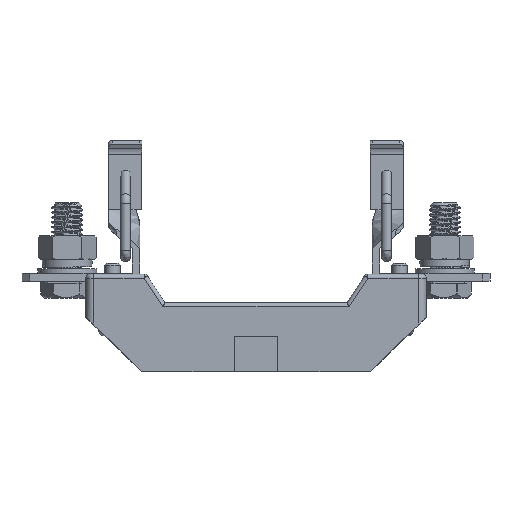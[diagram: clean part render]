
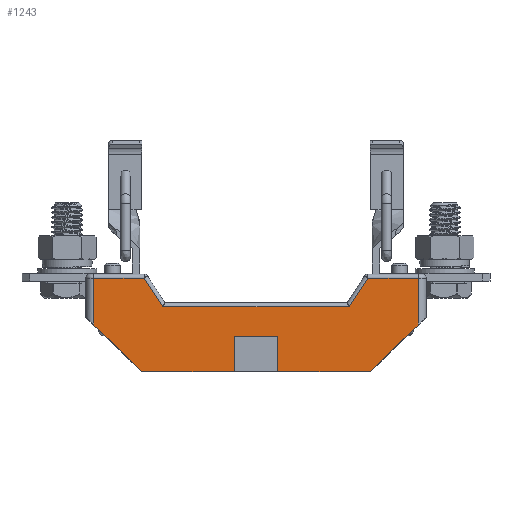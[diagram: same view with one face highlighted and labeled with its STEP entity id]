
A CAD part, front view. The second image highlights one B-rep face of the part: STEP entity #1243.
In plain terms, the highlighted planar face has unit normal (0, -1, 0).
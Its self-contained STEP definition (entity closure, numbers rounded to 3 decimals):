
#612=PLANE('',#10531);
#1243=ADVANCED_FACE('',(#1992),#612,.F.);
#1992=FACE_OUTER_BOUND('',#2517,.T.);
#2517=EDGE_LOOP('',(#3889,#3890,#3891,#3892,#3893,#3894,#3895,#3896,#3897,
#3898,#3899,#3900,#3901,#3902));
#3889=ORIENTED_EDGE('',*,*,#7584,.F.);
#3890=ORIENTED_EDGE('',*,*,#7585,.T.);
#3891=ORIENTED_EDGE('',*,*,#7586,.F.);
#3892=ORIENTED_EDGE('',*,*,#7587,.F.);
#3893=ORIENTED_EDGE('',*,*,#7588,.F.);
#3894=ORIENTED_EDGE('',*,*,#7589,.F.);
#3895=ORIENTED_EDGE('',*,*,#7590,.F.);
#3896=ORIENTED_EDGE('',*,*,#7591,.T.);
#3897=ORIENTED_EDGE('',*,*,#7592,.F.);
#3898=ORIENTED_EDGE('',*,*,#7593,.T.);
#3899=ORIENTED_EDGE('',*,*,#7594,.T.);
#3900=ORIENTED_EDGE('',*,*,#7595,.T.);
#3901=ORIENTED_EDGE('',*,*,#7596,.F.);
#3902=ORIENTED_EDGE('',*,*,#7597,.F.);
#6558=VERTEX_POINT('',#21109);
#6559=VERTEX_POINT('',#21110);
#6560=VERTEX_POINT('',#21112);
#6561=VERTEX_POINT('',#21114);
#6562=VERTEX_POINT('',#21116);
#6563=VERTEX_POINT('',#21118);
#6564=VERTEX_POINT('',#21120);
#6565=VERTEX_POINT('',#21122);
#6566=VERTEX_POINT('',#21124);
#6567=VERTEX_POINT('',#21126);
#6568=VERTEX_POINT('',#21128);
#6569=VERTEX_POINT('',#21130);
#6570=VERTEX_POINT('',#21132);
#6571=VERTEX_POINT('',#21134);
#7584=EDGE_CURVE('',#6558,#6559,#8927,.T.);
#7585=EDGE_CURVE('',#6558,#6560,#8928,.T.);
#7586=EDGE_CURVE('',#6561,#6560,#8929,.T.);
#7587=EDGE_CURVE('',#6562,#6561,#8930,.T.);
#7588=EDGE_CURVE('',#6563,#6562,#8931,.T.);
#7589=EDGE_CURVE('',#6564,#6563,#8932,.T.);
#7590=EDGE_CURVE('',#6565,#6564,#8933,.T.);
#7591=EDGE_CURVE('',#6565,#6566,#8934,.T.);
#7592=EDGE_CURVE('',#6567,#6566,#8935,.T.);
#7593=EDGE_CURVE('',#6567,#6568,#8936,.T.);
#7594=EDGE_CURVE('',#6568,#6569,#8937,.T.);
#7595=EDGE_CURVE('',#6569,#6570,#8938,.T.);
#7596=EDGE_CURVE('',#6571,#6570,#8939,.T.);
#7597=EDGE_CURVE('',#6559,#6571,#8940,.T.);
#8927=LINE('',#21108,#9717);
#8928=LINE('',#21111,#9718);
#8929=LINE('',#21113,#9719);
#8930=LINE('',#21115,#9720);
#8931=LINE('',#21117,#9721);
#8932=LINE('',#21119,#9722);
#8933=LINE('',#21121,#9723);
#8934=LINE('',#21123,#9724);
#8935=LINE('',#21125,#9725);
#8936=LINE('',#21127,#9726);
#8937=LINE('',#21129,#9727);
#8938=LINE('',#21131,#9728);
#8939=LINE('',#21133,#9729);
#8940=LINE('',#21135,#9730);
#9717=VECTOR('',#11679,1.);
#9718=VECTOR('',#11680,1.);
#9719=VECTOR('',#11681,1.);
#9720=VECTOR('',#11682,1.);
#9721=VECTOR('',#11683,1.);
#9722=VECTOR('',#11684,1.);
#9723=VECTOR('',#11685,1.);
#9724=VECTOR('',#11686,1.);
#9725=VECTOR('',#11687,1.);
#9726=VECTOR('',#11688,1.);
#9727=VECTOR('',#11689,1.);
#9728=VECTOR('',#11690,1.);
#9729=VECTOR('',#11691,1.);
#9730=VECTOR('',#11692,1.);
#10531=AXIS2_PLACEMENT_3D('',#21136,#11693,#11694);
#11679=DIRECTION('',(0.545,0.,-0.838));
#11680=DIRECTION('',(-1.,0.,0.));
#11681=DIRECTION('',(0.,0.,1.));
#11682=DIRECTION('',(-0.716,0.,0.698));
#11683=DIRECTION('',(-1.,0.,0.));
#11684=DIRECTION('',(0.,0.,-1.));
#11685=DIRECTION('',(-1.,0.,0.));
#11686=DIRECTION('',(0.,0.,-1.));
#11687=DIRECTION('',(-1.,0.,0.));
#11688=DIRECTION('',(0.716,0.,0.698));
#11689=DIRECTION('',(0.,0.,1.));
#11690=DIRECTION('',(-1.,0.,0.));
#11691=DIRECTION('',(0.545,0.,0.838));
#11692=DIRECTION('',(1.,0.,0.));
#11693=DIRECTION('',(0.,1.,0.));
#11694=DIRECTION('',(0.,0.,-1.));
#21108=CARTESIAN_POINT('',(-62.175,-27.5,-32.56));
#21109=CARTESIAN_POINT('',(-62.724,-27.5,-31.715));
#21110=CARTESIAN_POINT('',(-57.979,-27.5,-39.015));
#21111=CARTESIAN_POINT('',(-75.537,-27.5,-31.715));
#21112=CARTESIAN_POINT('',(-75.537,-27.5,-31.715));
#21113=CARTESIAN_POINT('',(-75.537,-27.5,58.485));
#21114=CARTESIAN_POINT('',(-75.537,-27.5,-43.665));
#21115=CARTESIAN_POINT('',(-84.313,-27.5,-35.106));
#21116=CARTESIAN_POINT('',(-63.387,-27.5,-55.515));
#21117=CARTESIAN_POINT('',(6.963,-27.5,-55.515));
#21118=CARTESIAN_POINT('',(-39.787,-27.5,-55.515));
#21119=CARTESIAN_POINT('',(-39.787,-27.5,58.485));
#21120=CARTESIAN_POINT('',(-39.787,-27.5,-46.515));
#21121=CARTESIAN_POINT('',(6.963,-27.5,-46.515));
#21122=CARTESIAN_POINT('',(-28.787,-27.5,-46.515));
#21123=CARTESIAN_POINT('',(-28.787,-27.5,58.485));
#21124=CARTESIAN_POINT('',(-28.787,-27.5,-55.515));
#21125=CARTESIAN_POINT('',(6.963,-27.5,-55.515));
#21126=CARTESIAN_POINT('',(-5.187,-27.5,-55.515));
#21127=CARTESIAN_POINT('',(15.74,-27.5,-35.106));
#21128=CARTESIAN_POINT('',(6.963,-27.5,-43.665));
#21129=CARTESIAN_POINT('',(6.963,-27.5,58.485));
#21130=CARTESIAN_POINT('',(6.963,-27.5,-31.715));
#21131=CARTESIAN_POINT('',(-5.199,-27.5,-31.715));
#21132=CARTESIAN_POINT('',(-5.849,-27.5,-31.715));
#21133=CARTESIAN_POINT('',(-10.298,-27.5,-38.56));
#21134=CARTESIAN_POINT('',(-10.594,-27.5,-39.015));
#21135=CARTESIAN_POINT('',(6.963,-27.5,-39.015));
#21136=CARTESIAN_POINT('',(6.963,-27.5,58.485));
